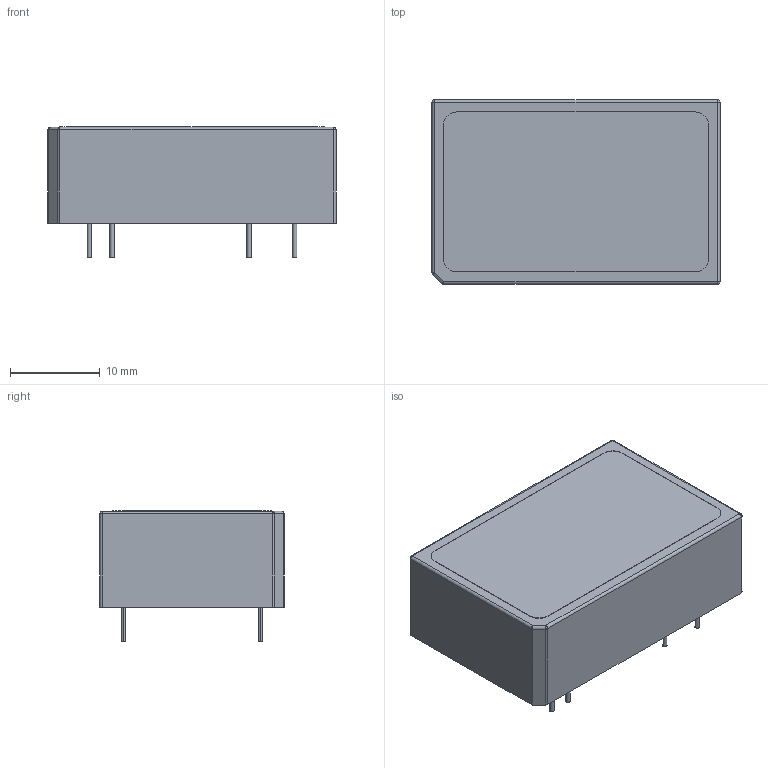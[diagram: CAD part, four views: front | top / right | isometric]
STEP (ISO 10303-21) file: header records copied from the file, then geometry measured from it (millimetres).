
FILE_DESCRIPTION((''),'2;1');
FILE_NAME('DCDC_TRACO_TEN6WIN.stp','2015-02-12T15:59:52',(''),(''),'Mechanical Desktop 2011','Mechanical Desktop 2011',', , ');
FILE_SCHEMA(('AUTOMOTIVE_DESIGN { 1 2 10303 214 1 1 1 1 }'));
Length unit declared in the file: millimetre
Products named in the file (1): Product
Bounding box: 32.05 x 20.55 x 14.5 mm (x, y, z)
Volume: 7036.2 mm3; surface area: 3512.6 mm2
Topology: 10 solids, 10 shells, 64 faces, 122 edges, 73 vertices
Faces by surface type: cylinder 30, plane 29, sphere 5
Entity records: 1631 total; most frequent: DIRECTION 307, CARTESIAN_POINT 255, ORIENTED_EDGE 234, AXIS2_PLACEMENT_3D 125, EDGE_CURVE 117, VERTEX_POINT 73, EDGE_LOOP 64, FACE_OUTER_BOUND 64
